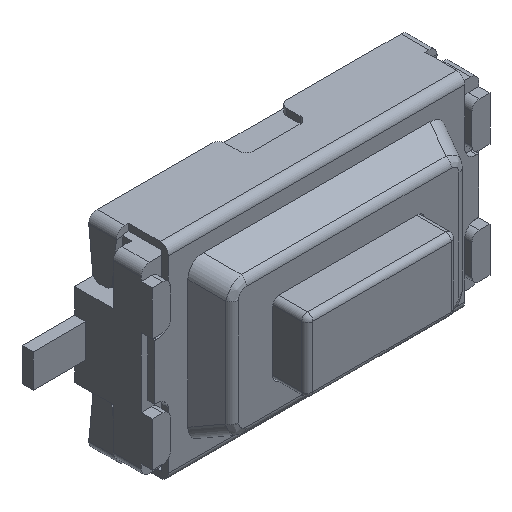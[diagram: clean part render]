
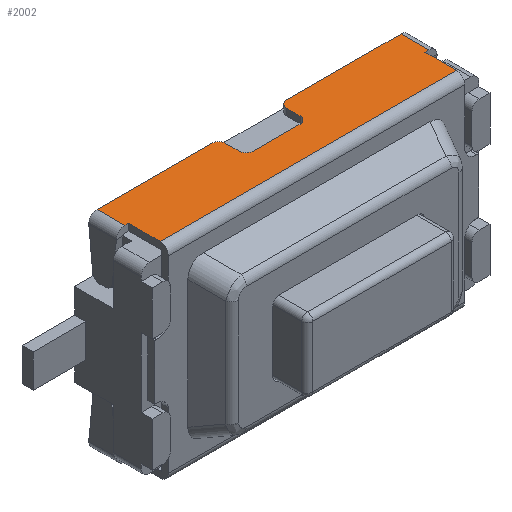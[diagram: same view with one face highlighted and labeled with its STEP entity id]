
A CAD part, isometric view. The second image highlights one B-rep face of the part: STEP entity #2002.
In plain terms, the highlighted planar face has unit normal (0, 0, 1).
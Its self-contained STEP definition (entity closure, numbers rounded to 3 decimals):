
#147 = ORIENTED_EDGE ( 'NONE', *, *, #5442, .T. ) ;
#286 = ORIENTED_EDGE ( 'NONE', *, *, #2336, .T. ) ;
#306 = CIRCLE ( 'NONE', #5532, 0.13 ) ;
#336 = AXIS2_PLACEMENT_3D ( 'NONE', #2956, #6910, #421 ) ;
#339 = VECTOR ( 'NONE', #5873, 1000. ) ;
#421 = DIRECTION ( 'NONE',  ( -1., 0., 0. ) ) ;
#426 = VERTEX_POINT ( 'NONE', #7678 ) ;
#532 = CARTESIAN_POINT ( 'NONE',  ( -0.42, 1.9, 1.85 ) ) ;
#537 = VERTEX_POINT ( 'NONE', #2429 ) ;
#550 = EDGE_LOOP ( 'NONE', ( #3822, #4622, #2006, #1671, #1331, #2399, #3794, #286, #2483, #6381, #4780, #2761, #1428, #147, #1181, #7363 ) ) ;
#607 = DIRECTION ( 'NONE',  ( 1., 0., 0. ) ) ;
#765 = EDGE_CURVE ( 'NONE', #4374, #3410, #6148, .T. ) ;
#801 = VERTEX_POINT ( 'NONE', #8157 ) ;
#946 = EDGE_CURVE ( 'NONE', #2530, #2948, #306, .T. ) ;
#1020 = CARTESIAN_POINT ( 'NONE',  ( 0.55, 2.03, 1.85 ) ) ;
#1053 = CARTESIAN_POINT ( 'NONE',  ( 2.744, 2.4, 1.85 ) ) ;
#1118 = VECTOR ( 'NONE', #6758, 1000. ) ;
#1152 = LINE ( 'NONE', #1053, #4678 ) ;
#1181 = ORIENTED_EDGE ( 'NONE', *, *, #5641, .T. ) ;
#1239 = EDGE_CURVE ( 'NONE', #801, #426, #1152, .T. ) ;
#1299 = VECTOR ( 'NONE', #7991, 1000. ) ;
#1331 = ORIENTED_EDGE ( 'NONE', *, *, #1239, .T. ) ;
#1352 = VERTEX_POINT ( 'NONE', #6866 ) ;
#1382 = AXIS2_PLACEMENT_3D ( 'NONE', #6022, #3937, #5189 ) ;
#1420 = LINE ( 'NONE', #6081, #1118 ) ;
#1428 = ORIENTED_EDGE ( 'NONE', *, *, #5499, .T. ) ;
#1454 = EDGE_CURVE ( 'NONE', #8212, #3233, #7899, .T. ) ;
#1534 = DIRECTION ( 'NONE',  ( 0., 0., -1. ) ) ;
#1599 = VECTOR ( 'NONE', #2507, 1000. ) ;
#1612 = FACE_OUTER_BOUND ( 'NONE', #550, .T. ) ;
#1671 = ORIENTED_EDGE ( 'NONE', *, *, #6886, .T. ) ;
#1750 = CARTESIAN_POINT ( 'NONE',  ( -0.55, 2.03, 1.85 ) ) ;
#1805 = DIRECTION ( 'NONE',  ( -1., 0., 0. ) ) ;
#2002 = ADVANCED_FACE ( 'NONE', ( #1612 ), #3234, .F. ) ;
#2006 = ORIENTED_EDGE ( 'NONE', *, *, #1454, .F. ) ;
#2027 = DIRECTION ( 'NONE',  ( 0., -1., 0. ) ) ;
#2138 = DIRECTION ( 'NONE',  ( 1., 0., 0. ) ) ;
#2199 = EDGE_CURVE ( 'NONE', #8040, #3233, #1420, .T. ) ;
#2264 = VERTEX_POINT ( 'NONE', #4357 ) ;
#2308 = LINE ( 'NONE', #6938, #1599 ) ;
#2336 = EDGE_CURVE ( 'NONE', #2948, #7430, #2308, .T. ) ;
#2371 = CARTESIAN_POINT ( 'NONE',  ( 2.725, 2.4, 1.85 ) ) ;
#2399 = ORIENTED_EDGE ( 'NONE', *, *, #7158, .F. ) ;
#2406 = EDGE_CURVE ( 'NONE', #537, #2264, #4741, .T. ) ;
#2429 = CARTESIAN_POINT ( 'NONE',  ( 0.42, 1.9, 1.85 ) ) ;
#2483 = ORIENTED_EDGE ( 'NONE', *, *, #4616, .T. ) ;
#2507 = DIRECTION ( 'NONE',  ( 0., -1., 0. ) ) ;
#2530 = VERTEX_POINT ( 'NONE', #7237 ) ;
#2562 = DIRECTION ( 'NONE',  ( 1., 0., 0. ) ) ;
#2591 = DIRECTION ( 'NONE',  ( 0., 0., 1. ) ) ;
#2636 = CARTESIAN_POINT ( 'NONE',  ( 2.675, 1.3, 1.85 ) ) ;
#2668 = CARTESIAN_POINT ( 'NONE',  ( -2.725, 2.4, 1.85 ) ) ;
#2740 = CARTESIAN_POINT ( 'NONE',  ( -2.675, 1.3, 1.85 ) ) ;
#2761 = ORIENTED_EDGE ( 'NONE', *, *, #765, .T. ) ;
#2773 = VECTOR ( 'NONE', #607, 1000. ) ;
#2948 = VERTEX_POINT ( 'NONE', #4875 ) ;
#2956 = CARTESIAN_POINT ( 'NONE',  ( -0.42, 2.03, 1.85 ) ) ;
#3078 = VECTOR ( 'NONE', #6161, 1000. ) ;
#3082 = AXIS2_PLACEMENT_3D ( 'NONE', #6023, #1534, #2138 ) ;
#3233 = VERTEX_POINT ( 'NONE', #6469 ) ;
#3234 = PLANE ( 'NONE',  #1382 ) ;
#3313 = DIRECTION ( 'NONE',  ( 0., 0., 1. ) ) ;
#3369 = DIRECTION ( 'NONE',  ( -1., 0., 0. ) ) ;
#3400 = VERTEX_POINT ( 'NONE', #5471 ) ;
#3410 = VERTEX_POINT ( 'NONE', #6014 ) ;
#3502 = VECTOR ( 'NONE', #2027, 1000. ) ;
#3534 = CIRCLE ( 'NONE', #5736, 0.13 ) ;
#3729 = LINE ( 'NONE', #2668, #6549 ) ;
#3794 = ORIENTED_EDGE ( 'NONE', *, *, #946, .T. ) ;
#3822 = ORIENTED_EDGE ( 'NONE', *, *, #6119, .T. ) ;
#3889 = EDGE_CURVE ( 'NONE', #1352, #7779, #5824, .T. ) ;
#3937 = DIRECTION ( 'NONE',  ( 0., 0., -1. ) ) ;
#4087 = VECTOR ( 'NONE', #5291, 1000. ) ;
#4148 = CARTESIAN_POINT ( 'NONE',  ( -0.68, 2.4, 1.85 ) ) ;
#4357 = CARTESIAN_POINT ( 'NONE',  ( -0.42, 1.9, 1.85 ) ) ;
#4374 = VERTEX_POINT ( 'NONE', #1750 ) ;
#4616 = EDGE_CURVE ( 'NONE', #7430, #537, #6770, .T. ) ;
#4622 = ORIENTED_EDGE ( 'NONE', *, *, #2199, .T. ) ;
#4678 = VECTOR ( 'NONE', #5563, 1000. ) ;
#4741 = LINE ( 'NONE', #532, #7581 ) ;
#4780 = ORIENTED_EDGE ( 'NONE', *, *, #6309, .T. ) ;
#4852 = DIRECTION ( 'NONE',  ( 0., -1., 0. ) ) ;
#4875 = CARTESIAN_POINT ( 'NONE',  ( 0.55, 2.27, 1.85 ) ) ;
#5079 = CARTESIAN_POINT ( 'NONE',  ( 0.68, 2.27, 1.85 ) ) ;
#5189 = DIRECTION ( 'NONE',  ( -1., 0., 0. ) ) ;
#5212 = CIRCLE ( 'NONE', #336, 0.13 ) ;
#5291 = DIRECTION ( 'NONE',  ( -1., 0., 0. ) ) ;
#5442 = EDGE_CURVE ( 'NONE', #6890, #3400, #3729, .T. ) ;
#5471 = CARTESIAN_POINT ( 'NONE',  ( -2.744, 2.4, 1.85 ) ) ;
#5499 = EDGE_CURVE ( 'NONE', #3410, #6890, #3534, .T. ) ;
#5529 = CARTESIAN_POINT ( 'NONE',  ( -2.744, 1.9, 1.85 ) ) ;
#5532 = AXIS2_PLACEMENT_3D ( 'NONE', #5079, #2591, #2562 ) ;
#5563 = DIRECTION ( 'NONE',  ( 0., 1., 0. ) ) ;
#5641 = EDGE_CURVE ( 'NONE', #3400, #7779, #6138, .T. ) ;
#5736 = AXIS2_PLACEMENT_3D ( 'NONE', #6521, #3313, #7230 ) ;
#5824 = LINE ( 'NONE', #7140, #4087 ) ;
#5873 = DIRECTION ( 'NONE',  ( 0., -1., 0. ) ) ;
#5874 = CARTESIAN_POINT ( 'NONE',  ( 2.675, 1.9, 1.85 ) ) ;
#6014 = CARTESIAN_POINT ( 'NONE',  ( -0.55, 2.27, 1.85 ) ) ;
#6022 = CARTESIAN_POINT ( 'NONE',  ( -3.05, 2.5, 1.85 ) ) ;
#6023 = CARTESIAN_POINT ( 'NONE',  ( 0.42, 2.03, 1.85 ) ) ;
#6081 = CARTESIAN_POINT ( 'NONE',  ( 2.675, 1.33, 1.85 ) ) ;
#6119 = EDGE_CURVE ( 'NONE', #1352, #8040, #8129, .T. ) ;
#6138 = LINE ( 'NONE', #8083, #6635 ) ;
#6148 = LINE ( 'NONE', #7440, #1299 ) ;
#6161 = DIRECTION ( 'NONE',  ( 1., 0., 0. ) ) ;
#6309 = EDGE_CURVE ( 'NONE', #2264, #4374, #5212, .T. ) ;
#6381 = ORIENTED_EDGE ( 'NONE', *, *, #2406, .T. ) ;
#6469 = CARTESIAN_POINT ( 'NONE',  ( 2.675, 1.33, 1.85 ) ) ;
#6521 = CARTESIAN_POINT ( 'NONE',  ( -0.68, 2.27, 1.85 ) ) ;
#6549 = VECTOR ( 'NONE', #3369, 1000. ) ;
#6635 = VECTOR ( 'NONE', #4852, 1000. ) ;
#6692 = CARTESIAN_POINT ( 'NONE',  ( 2.725, 1.9, 1.85 ) ) ;
#6707 = LINE ( 'NONE', #6692, #3078 ) ;
#6758 = DIRECTION ( 'NONE',  ( 1., 0., 0. ) ) ;
#6770 = CIRCLE ( 'NONE', #3082, 0.13 ) ;
#6866 = CARTESIAN_POINT ( 'NONE',  ( -2.675, 1.9, 1.85 ) ) ;
#6886 = EDGE_CURVE ( 'NONE', #8212, #801, #6707, .T. ) ;
#6890 = VERTEX_POINT ( 'NONE', #4148 ) ;
#6910 = DIRECTION ( 'NONE',  ( 0., 0., -1. ) ) ;
#6938 = CARTESIAN_POINT ( 'NONE',  ( 0.55, 2.27, 1.85 ) ) ;
#7140 = CARTESIAN_POINT ( 'NONE',  ( -2.888, 1.9, 1.85 ) ) ;
#7158 = EDGE_CURVE ( 'NONE', #2530, #426, #8103, .T. ) ;
#7230 = DIRECTION ( 'NONE',  ( -1., 0., 0. ) ) ;
#7237 = CARTESIAN_POINT ( 'NONE',  ( 0.68, 2.4, 1.85 ) ) ;
#7363 = ORIENTED_EDGE ( 'NONE', *, *, #3889, .F. ) ;
#7430 = VERTEX_POINT ( 'NONE', #1020 ) ;
#7440 = CARTESIAN_POINT ( 'NONE',  ( -0.55, 2.27, 1.85 ) ) ;
#7574 = CARTESIAN_POINT ( 'NONE',  ( -2.675, 1.33, 1.85 ) ) ;
#7581 = VECTOR ( 'NONE', #1805, 1000. ) ;
#7678 = CARTESIAN_POINT ( 'NONE',  ( 2.744, 2.4, 1.85 ) ) ;
#7779 = VERTEX_POINT ( 'NONE', #5529 ) ;
#7899 = LINE ( 'NONE', #2636, #339 ) ;
#7991 = DIRECTION ( 'NONE',  ( 0., 1., 0. ) ) ;
#8040 = VERTEX_POINT ( 'NONE', #7574 ) ;
#8083 = CARTESIAN_POINT ( 'NONE',  ( -2.744, 2.5, 1.85 ) ) ;
#8103 = LINE ( 'NONE', #2371, #2773 ) ;
#8129 = LINE ( 'NONE', #2740, #3502 ) ;
#8157 = CARTESIAN_POINT ( 'NONE',  ( 2.744, 1.9, 1.85 ) ) ;
#8212 = VERTEX_POINT ( 'NONE', #5874 ) ;
